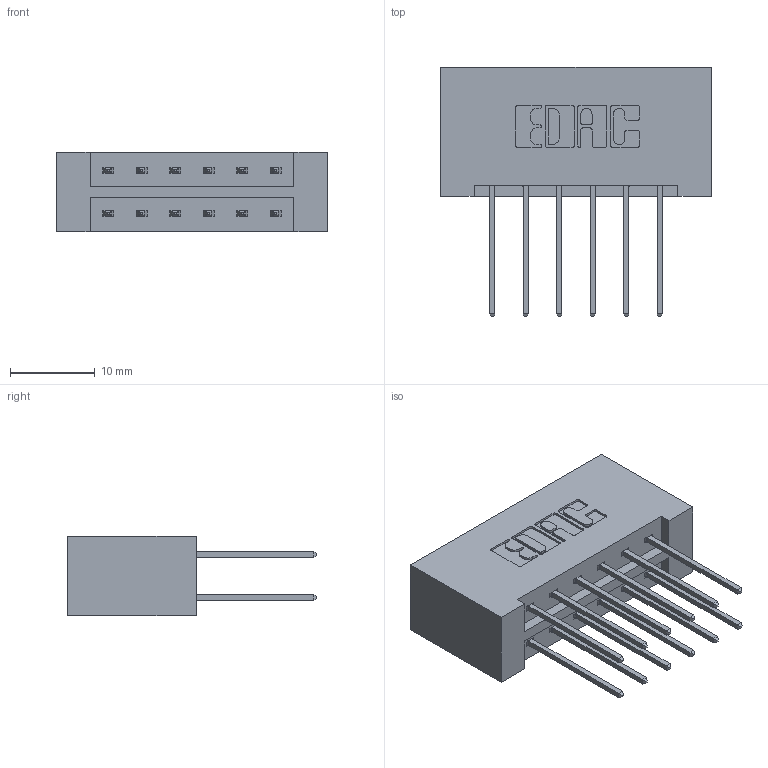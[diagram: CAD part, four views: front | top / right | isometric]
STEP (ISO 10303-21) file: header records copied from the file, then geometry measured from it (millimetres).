
FILE_DESCRIPTION (( 'STEP AP203' ), '1' );
FILE_NAME ('833-012-540-201.STEP', '2020-05-30T21:36:01', ( '' ), ( '' ), 'SwSTEP 2.0', 'SolidWorks 2020', '' );
FILE_SCHEMA (( 'CONFIG_CONTROL_DESIGN' ));
Length unit declared in the file: inch
Products named in the file (3): 833 Part_Lugless; 345-292-001_345-293-140; 833-012-540-201
Assembly tree (13 placements, depth 2):
  833-012-540-201
    833 Part_Lugless
    345-292-001_345-293-140  x12
Bounding box: 32.03 x 29.47 x 9.4 mm (x, y, z)
Volume: 3611.1 mm3; surface area: 4130 mm2
Topology: 13 solids, 13 shells, 730 faces, 2147 edges, 1414 vertices
Faces by surface type: plane 498, cylinder 232
Entity records: 8257 total; most frequent: CARTESIAN_POINT 1410, ORIENTED_EDGE 1346, DIRECTION 1261, EDGE_CURVE 673, VECTOR 553, LINE 553, VERTEX_POINT 446, AXIS2_PLACEMENT_3D 354
